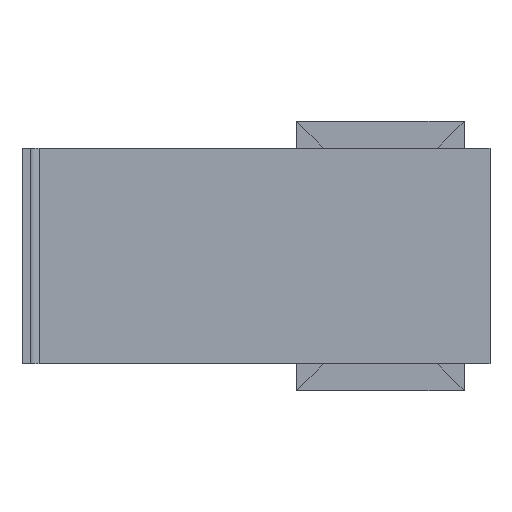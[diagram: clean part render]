
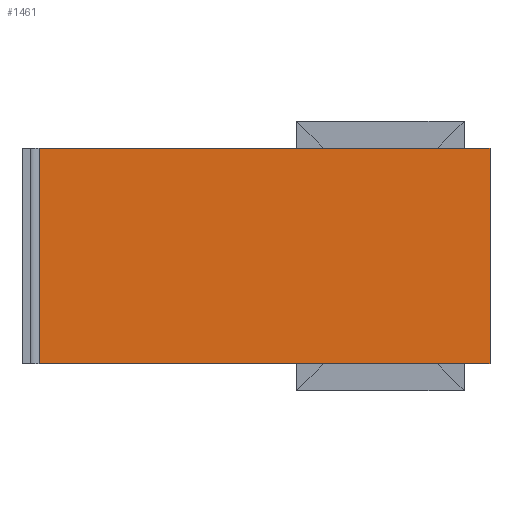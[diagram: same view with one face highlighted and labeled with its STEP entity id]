
A CAD part, front view. The second image highlights one B-rep face of the part: STEP entity #1461.
In plain terms, the highlighted planar face has unit normal (0, -1, 0).
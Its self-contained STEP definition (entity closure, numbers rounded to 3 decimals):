
#57=PLANE('',#1592);
#144=FACE_OUTER_BOUND('',#233,.T.);
#233=EDGE_LOOP('',(#1144,#1145,#1146,#1147));
#391=LINE('',#2276,#552);
#396=LINE('',#2287,#557);
#398=LINE('',#2291,#559);
#399=LINE('',#2292,#560);
#552=VECTOR('',#1884,20.);
#557=VECTOR('',#1895,41.797);
#559=VECTOR('',#1899,41.797);
#560=VECTOR('',#1900,20.);
#687=VERTEX_POINT('',#2270);
#688=VERTEX_POINT('',#2274);
#691=VERTEX_POINT('',#2286);
#692=VERTEX_POINT('',#2290);
#843=EDGE_CURVE('',#688,#687,#391,.T.);
#848=EDGE_CURVE('',#691,#687,#396,.T.);
#850=EDGE_CURVE('',#692,#688,#398,.T.);
#851=EDGE_CURVE('',#691,#692,#399,.T.);
#1144=ORIENTED_EDGE('',*,*,#843,.F.);
#1145=ORIENTED_EDGE('',*,*,#850,.F.);
#1146=ORIENTED_EDGE('',*,*,#851,.F.);
#1147=ORIENTED_EDGE('',*,*,#848,.T.);
#1461=ADVANCED_FACE('',(#144),#57,.F.);
#1592=AXIS2_PLACEMENT_3D('',#2289,#1897,#1898);
#1884=DIRECTION('',(0.,0.,1.));
#1895=DIRECTION('',(-1.,0.,0.));
#1897=DIRECTION('center_axis',(0.,1.,0.));
#1898=DIRECTION('ref_axis',(0.,0.,1.));
#1899=DIRECTION('',(-1.,0.,0.));
#1900=DIRECTION('',(0.,0.,-1.));
#2270=CARTESIAN_POINT('',(-97.399,-3.399,10.032));
#2274=CARTESIAN_POINT('',(-97.399,-3.399,-9.968));
#2276=CARTESIAN_POINT('',(-97.399,-3.399,-9.968));
#2286=CARTESIAN_POINT('',(-55.601,-3.399,10.032));
#2287=CARTESIAN_POINT('',(-55.601,-3.399,10.032));
#2289=CARTESIAN_POINT('Origin',(-55.601,-3.399,10.032));
#2290=CARTESIAN_POINT('',(-55.601,-3.399,-9.968));
#2291=CARTESIAN_POINT('',(-55.601,-3.399,-9.968));
#2292=CARTESIAN_POINT('',(-55.601,-3.399,10.032));
